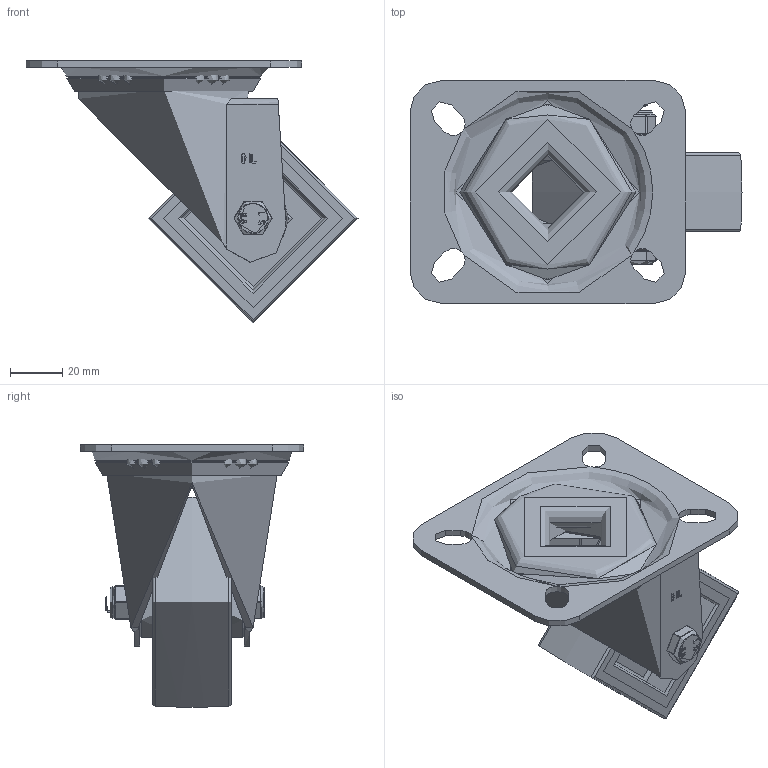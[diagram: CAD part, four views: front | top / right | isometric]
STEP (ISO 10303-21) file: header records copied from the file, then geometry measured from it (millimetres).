
FILE_DESCRIPTION(/* description */ ('','CAx-IF Rec.Pracs.---Representation and Presentation of Product Manufacturing Information (PMI)---4.0---2014-10-13'),/* implementation_level */ '2;1');
FILE_NAME(/* name */ 'BZRMM80NP.step',/* time_stamp */ '2024-12-02T16:13:47Z',/* author */ (''),/* organization */ (''),/* preprocessor_version */ 'ST-DEVELOPER v20',/* originating_system */ 'Autodesk Translation Framework v13.20.0.188',/* authorisation */ '');
FILE_SCHEMA (('AP242_MANAGED_MODEL_BASED_3D_ENGINEERING_MIM_LF { 1 0 10303 442 1 1 4 }'));
Length unit declared in the file: millimetre
Products named in the file (19): BZRMM80NP; BZRMM80AS v1; ZINC PLATED, PRESSED STEEL TOP PLATE; ZINC PLATED, PRESSED STEEL TOP PLATE Geometry; BALL BEARINGS; Component1; ZINC PLATED, PRESSED STEEL FORKS; BEARING SEAL; BZML80WNP v1; POLYURETHANE TYRE; NYLON RIM; TUBEM12X40 v1; ZINC PLATED STEEL TUBE; HEXBOLTM8X55Z8.8 v2; GRADE 8.8 ZINC PLATED BOLT; NYLOCM8Z v1; NYLOC NUT; NUT; RUBBER
Assembly tree (41 placements, depth 5):
  BZRMM80NP
    BZRMM80AS v1
      ZINC PLATED, PRESSED STEEL TOP PLATE
        ZINC PLATED, PRESSED STEEL TOP PLATE Geometry
        BALL BEARINGS
          Component1  x24
      ZINC PLATED, PRESSED STEEL FORKS
      BEARING SEAL
    BZML80WNP v1
      POLYURETHANE TYRE
      NYLON RIM
    TUBEM12X40 v1
      ZINC PLATED STEEL TUBE
    HEXBOLTM8X55Z8.8 v2
      GRADE 8.8 ZINC PLATED BOLT
    NYLOCM8Z v1
      NYLOC NUT
        NUT
        RUBBER
Bounding box: 126.5 x 85 x 99.95 mm (x, y, z)
Volume: 160366.1 mm3; surface area: 89702.8 mm2
Topology: 33 solids, 33 shells, 371 faces, 922 edges, 578 vertices
Faces by surface type: cylinder 135, plane 117, sphere 48, bspline 39, torus 23, cone 9
Full cylindrical faces by diameter (mm): 0.664 x2, 6.446 x7, 7.866 x13, 8 x3, 8.25 x2, 8.4 x1, 8.6 x2, 11.5 x1, 11.9 x1, 12.1 x1, 12.5 x1, 27 x2, 27.5 x1, 31.5 x1, 48 x2, 55 x2, 61 x1, 65 x1, 68 x2
Entity records: 16682 total; most frequent: CARTESIAN_POINT 8053, ORIENTED_EDGE 1690, DIRECTION 1686, EDGE_CURVE 845, AXIS2_PLACEMENT_3D 659, VERTEX_POINT 532, EDGE_LOOP 391, LINE 368
